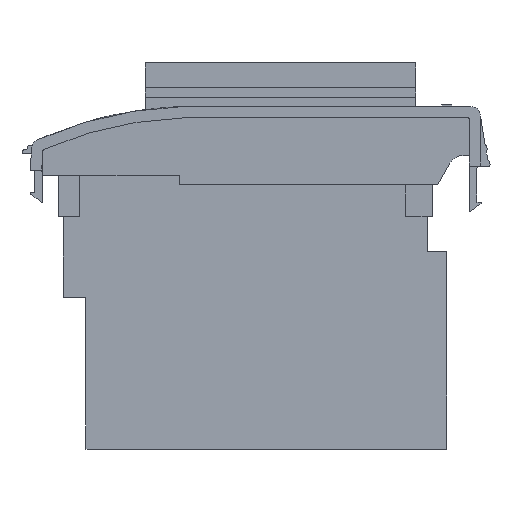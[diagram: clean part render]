
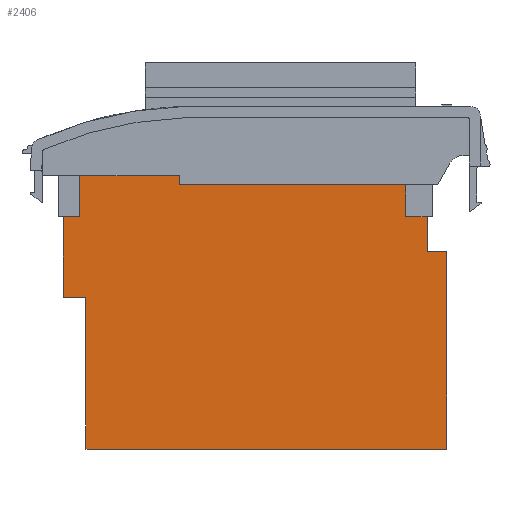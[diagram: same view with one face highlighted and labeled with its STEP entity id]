
A CAD part, left-side view. The second image highlights one B-rep face of the part: STEP entity #2406.
In plain terms, the highlighted planar face has unit normal (-1, 0, 0).
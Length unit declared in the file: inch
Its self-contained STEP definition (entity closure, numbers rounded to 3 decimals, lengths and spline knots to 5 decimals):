
#1381 = VERTEX_POINT ( 'NONE', #7742 ) ;
#1383 = EDGE_CURVE ( 'NONE', #1381, #1384, #7738, .T. ) ;
#1384 = VERTEX_POINT ( 'NONE', #7734 ) ;
#1436 = EDGE_CURVE ( 'NONE', #17984, #1452, #7828, .T. ) ;
#1452 = VERTEX_POINT ( 'NONE', #7857 ) ;
#1454 = EDGE_CURVE ( 'NONE', #1452, #1381, #7856, .T. ) ;
#2267 = EDGE_CURVE ( 'NONE', #2268, #2269, #9720, .T. ) ;
#2268 = VERTEX_POINT ( 'NONE', #9716 ) ;
#2269 = VERTEX_POINT ( 'NONE', #9715 ) ;
#2317 = EDGE_CURVE ( 'NONE', #2335, #2318, #9849, .T. ) ;
#2318 = VERTEX_POINT ( 'NONE', #9845 ) ;
#2334 = EDGE_CURVE ( 'NONE', #2269, #2335, #9884, .T. ) ;
#2335 = VERTEX_POINT ( 'NONE', #9930 ) ;
#2346 = EDGE_CURVE ( 'NONE', #2365, #2347, #9960, .T. ) ;
#2347 = VERTEX_POINT ( 'NONE', #9956 ) ;
#2364 = EDGE_CURVE ( 'NONE', #17929, #2365, #9966, .T. ) ;
#2365 = VERTEX_POINT ( 'NONE', #10022 ) ;
#2374 = EDGE_CURVE ( 'NONE', #2318, #17984, #10012, .T. ) ;
#2388 = VERTEX_POINT ( 'NONE', #9990 ) ;
#2389 = ORIENTED_EDGE ( 'NONE', *, *, #1383, .F. ) ;
#2390 = ORIENTED_EDGE ( 'NONE', *, *, #1454, .F. ) ;
#2391 = ORIENTED_EDGE ( 'NONE', *, *, #1436, .F. ) ;
#2392 = ORIENTED_EDGE ( 'NONE', *, *, #2374, .F. ) ;
#2393 = ORIENTED_EDGE ( 'NONE', *, *, #2317, .F. ) ;
#2394 = ORIENTED_EDGE ( 'NONE', *, *, #2334, .F. ) ;
#2395 = ORIENTED_EDGE ( 'NONE', *, *, #2267, .F. ) ;
#2396 = ORIENTED_EDGE ( 'NONE', *, *, #2413, .F. ) ;
#2397 = ORIENTED_EDGE ( 'NONE', *, *, #2346, .F. ) ;
#2398 = ORIENTED_EDGE ( 'NONE', *, *, #2364, .F. ) ;
#2406 = ADVANCED_FACE ( 'NONE', ( #9989 ), #10032, .T. ) ;
#2407 = EDGE_LOOP ( 'NONE', ( #2408, #2389, #2390, #2391, #2392, #2393, #2394, #2395, #2396, #2397, #2398, #2456 ) ) ;
#2408 = ORIENTED_EDGE ( 'NONE', *, *, #2409, .T. ) ;
#2409 = EDGE_CURVE ( 'NONE', #2388, #1384, #10026, .T. ) ;
#2413 = EDGE_CURVE ( 'NONE', #2347, #2268, #10051, .T. ) ;
#2456 = ORIENTED_EDGE ( 'NONE', *, *, #2457, .F. ) ;
#2457 = EDGE_CURVE ( 'NONE', #2388, #17929, #10136, .T. ) ;
#7734 = CARTESIAN_POINT ( 'NONE',  ( 1.84006, 1.73848, 0.445 ) ) ;
#7735 = DIRECTION ( 'NONE',  ( 0., -1., 0. ) ) ;
#7736 = VECTOR ( 'NONE', #7735, 39.37008 ) ;
#7737 = CARTESIAN_POINT ( 'NONE',  ( 1.84006, 1.52916, 0.445 ) ) ;
#7738 = LINE ( 'NONE', #7737, #7736 ) ;
#7742 = CARTESIAN_POINT ( 'NONE',  ( 1.84006, 3.22916, 0.445 ) ) ;
#7825 = DIRECTION ( 'NONE',  ( 0., -1., 0. ) ) ;
#7826 = VECTOR ( 'NONE', #7825, 39.37008 ) ;
#7827 = CARTESIAN_POINT ( 'NONE',  ( 1.84006, 3.22916, 0.505 ) ) ;
#7828 = LINE ( 'NONE', #7827, #7826 ) ;
#7853 = DIRECTION ( 'NONE',  ( 0., 0., -1. ) ) ;
#7854 = VECTOR ( 'NONE', #7853, 39.37008 ) ;
#7855 = CARTESIAN_POINT ( 'NONE',  ( 1.84006, 3.22916, 0.445 ) ) ;
#7856 = LINE ( 'NONE', #7855, #7854 ) ;
#7857 = CARTESIAN_POINT ( 'NONE',  ( 1.84006, 3.22916, 0.505 ) ) ;
#9497 = VECTOR ( 'NONE', #17894, 39.37008 ) ;
#9715 = CARTESIAN_POINT ( 'NONE',  ( 1.84006, 3.84348, -1.295 ) ) ;
#9716 = CARTESIAN_POINT ( 'NONE',  ( 1.84006, 1.46848, -1.295 ) ) ;
#9717 = DIRECTION ( 'NONE',  ( 0., 1., 0. ) ) ;
#9718 = VECTOR ( 'NONE', #9717, 39.37008 ) ;
#9719 = CARTESIAN_POINT ( 'NONE',  ( 1.84006, 1.46848, -1.295 ) ) ;
#9720 = LINE ( 'NONE', #9719, #9718 ) ;
#9845 = CARTESIAN_POINT ( 'NONE',  ( 1.84006, 3.99348, -0.295 ) ) ;
#9846 = DIRECTION ( 'NONE',  ( 0., 1., 0. ) ) ;
#9847 = VECTOR ( 'NONE', #9846, 39.37008 ) ;
#9848 = CARTESIAN_POINT ( 'NONE',  ( 1.84006, 3.99348, -0.295 ) ) ;
#9849 = LINE ( 'NONE', #9848, #9847 ) ;
#9881 = DIRECTION ( 'NONE',  ( 0., 0., 1. ) ) ;
#9882 = VECTOR ( 'NONE', #9881, 39.37008 ) ;
#9883 = CARTESIAN_POINT ( 'NONE',  ( 1.84006, 3.84348, -0.295 ) ) ;
#9884 = LINE ( 'NONE', #9883, #9882 ) ;
#9930 = CARTESIAN_POINT ( 'NONE',  ( 1.84006, 3.84348, -0.295 ) ) ;
#9956 = CARTESIAN_POINT ( 'NONE',  ( 1.84006, 1.46848, 0.005 ) ) ;
#9957 = DIRECTION ( 'NONE',  ( 0., -1., 0. ) ) ;
#9958 = VECTOR ( 'NONE', #9957, 39.37008 ) ;
#9959 = CARTESIAN_POINT ( 'NONE',  ( 1.84006, 1.46848, 0.005 ) ) ;
#9960 = LINE ( 'NONE', #9959, #9958 ) ;
#9965 = CARTESIAN_POINT ( 'NONE',  ( 1.84006, 1.59848, 0.005 ) ) ;
#9966 = LINE ( 'NONE', #9965, #9497 ) ;
#9989 = FACE_OUTER_BOUND ( 'NONE', #2407, .T. ) ;
#9990 = CARTESIAN_POINT ( 'NONE',  ( 1.84006, 1.73848, 0.235 ) ) ;
#10009 = DIRECTION ( 'NONE',  ( 0., 0., 1. ) ) ;
#10010 = VECTOR ( 'NONE', #10009, 39.37008 ) ;
#10011 = CARTESIAN_POINT ( 'NONE',  ( 1.84006, 3.99348, 0.735 ) ) ;
#10012 = LINE ( 'NONE', #10011, #10010 ) ;
#10022 = CARTESIAN_POINT ( 'NONE',  ( 1.84006, 1.59848, 0.005 ) ) ;
#10023 = DIRECTION ( 'NONE',  ( 0., 0., 1. ) ) ;
#10024 = VECTOR ( 'NONE', #10023, 39.37008 ) ;
#10025 = CARTESIAN_POINT ( 'NONE',  ( 1.84006, 1.73848, 0.235 ) ) ;
#10026 = LINE ( 'NONE', #10025, #10024 ) ;
#10028 = DIRECTION ( 'NONE',  ( 0., 0., 1. ) ) ;
#10029 = DIRECTION ( 'NONE',  ( -1., 0., 0. ) ) ;
#10030 = CARTESIAN_POINT ( 'NONE',  ( 1.84006, 3.84348, -1.295 ) ) ;
#10031 = AXIS2_PLACEMENT_3D ( 'NONE', #10030, #10029, #10028 ) ;
#10032 = PLANE ( 'NONE',  #10031 ) ;
#10050 = CARTESIAN_POINT ( 'NONE',  ( 1.84006, 1.46848, 0.005 ) ) ;
#10051 = LINE ( 'NONE', #10050, #10101 ) ;
#10100 = DIRECTION ( 'NONE',  ( 0., 0., -1. ) ) ;
#10101 = VECTOR ( 'NONE', #10100, 39.37008 ) ;
#10133 = DIRECTION ( 'NONE',  ( 0., -1., 0. ) ) ;
#10134 = VECTOR ( 'NONE', #10133, 39.37008 ) ;
#10135 = CARTESIAN_POINT ( 'NONE',  ( 1.84006, 3.84348, 0.235 ) ) ;
#10136 = LINE ( 'NONE', #10135, #10134 ) ;
#17581 = CARTESIAN_POINT ( 'NONE',  ( 1.84006, 1.59848, 0.235 ) ) ;
#17742 = CARTESIAN_POINT ( 'NONE',  ( 1.84006, 3.99348, 0.505 ) ) ;
#17894 = DIRECTION ( 'NONE',  ( 0., 0., -1. ) ) ;
#17929 = VERTEX_POINT ( 'NONE', #17581 ) ;
#17984 = VERTEX_POINT ( 'NONE', #17742 ) ;
